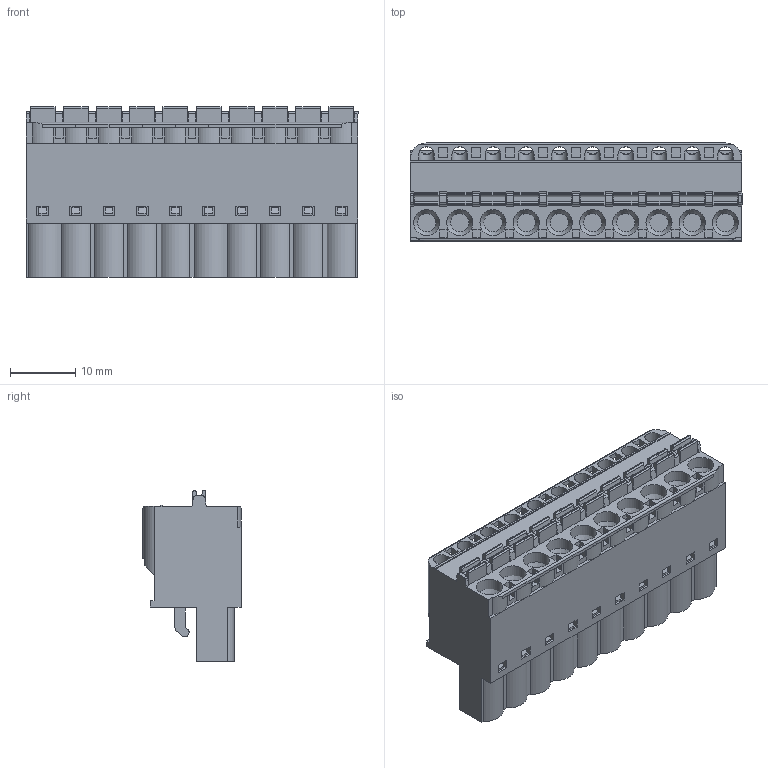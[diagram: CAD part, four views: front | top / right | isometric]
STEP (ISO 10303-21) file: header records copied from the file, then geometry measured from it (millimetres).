
FILE_DESCRIPTION(('STEP AP214'),'1');
FILE_NAME('SHM10-5,08-P.stp','2019-04-23T07:46:14',(' '),(' '),'Spatial InterOp 3D',' ',' ');
FILE_SCHEMA(('automotive_design'));
Length unit declared in the file: metre
Products named in the file (1): 1
Bounding box: 50.8 x 15 x 26.1 mm (x, y, z)
Volume: 12336 mm3; surface area: 6595.5 mm2
Topology: 1 solids, 1 shells, 792 faces, 2220 edges, 1463 vertices
Faces by surface type: plane 638, cylinder 134, cone 20
Full cylindrical faces by diameter (mm): 4 x10
Entity records: 31519 total; most frequent: CARTESIAN_POINT 4468, ORIENTED_EDGE 4360, DIRECTION 4146, EDGE_CURVE 2180, LINE 1792, VECTOR 1792, VERTEX_POINT 1453, AXIS2_PLACEMENT_3D 1177
